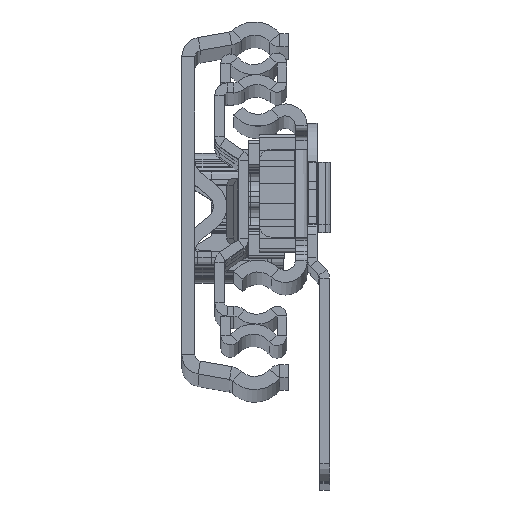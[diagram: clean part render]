
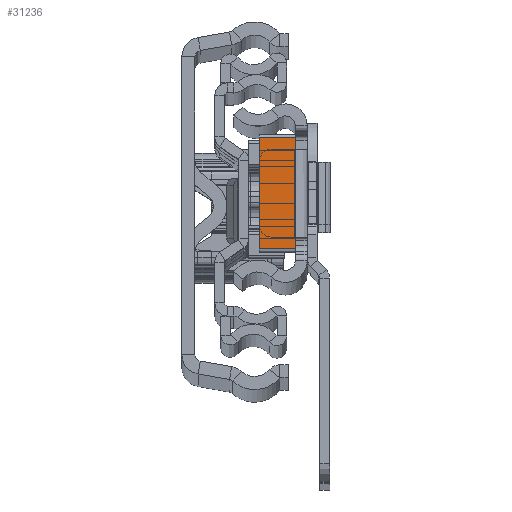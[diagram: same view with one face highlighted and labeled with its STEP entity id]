
A CAD part, top view. The second image highlights one B-rep face of the part: STEP entity #31236.
In plain terms, the highlighted planar face has unit normal (0, 0, 1).
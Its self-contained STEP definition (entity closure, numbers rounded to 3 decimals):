
#853 = VECTOR ( 'NONE', #28440, 1000. ) ;
#2800 = LINE ( 'NONE', #20826, #20652 ) ;
#2858 = CARTESIAN_POINT ( 'NONE',  ( 0., 8.5, 0. ) ) ;
#4644 = CARTESIAN_POINT ( 'NONE',  ( 5.5, 8.5, 0. ) ) ;
#5018 = EDGE_CURVE ( 'NONE', #6902, #7339, #31505, .T. ) ;
#6669 = ORIENTED_EDGE ( 'NONE', *, *, #13439, .T. ) ;
#6902 = VERTEX_POINT ( 'NONE', #6982 ) ;
#6982 = CARTESIAN_POINT ( 'NONE',  ( 0., -8.5, 0. ) ) ;
#7339 = VERTEX_POINT ( 'NONE', #25568 ) ;
#9087 = CARTESIAN_POINT ( 'NONE',  ( 0., -8.5, 0. ) ) ;
#9575 = PLANE ( 'NONE',  #24258 ) ;
#9820 = EDGE_CURVE ( 'NONE', #7339, #22502, #25320, .T. ) ;
#11638 = VECTOR ( 'NONE', #22850, 1000. ) ;
#12192 = DIRECTION ( 'NONE',  ( 1., 0., 0. ) ) ;
#12724 = EDGE_CURVE ( 'NONE', #22502, #20550, #2800, .T. ) ;
#12855 = CARTESIAN_POINT ( 'NONE',  ( 5.5, 11114.482, 0. ) ) ;
#12979 = ORIENTED_EDGE ( 'NONE', *, *, #12724, .T. ) ;
#13439 = EDGE_CURVE ( 'NONE', #20550, #6902, #21221, .T. ) ;
#14487 = FACE_OUTER_BOUND ( 'NONE', #28515, .T. ) ;
#14816 = DIRECTION ( 'NONE',  ( 1., 0., 0. ) ) ;
#15745 = DIRECTION ( 'NONE',  ( -1., 0., 0. ) ) ;
#18427 = CARTESIAN_POINT ( 'NONE',  ( 0., 11114.482, 0. ) ) ;
#18764 = ORIENTED_EDGE ( 'NONE', *, *, #5018, .T. ) ;
#20550 = VERTEX_POINT ( 'NONE', #2858 ) ;
#20652 = VECTOR ( 'NONE', #15745, 1000. ) ;
#20826 = CARTESIAN_POINT ( 'NONE',  ( 0., 8.5, 0. ) ) ;
#21221 = LINE ( 'NONE', #18427, #853 ) ;
#21521 = VECTOR ( 'NONE', #14816, 1000. ) ;
#22502 = VERTEX_POINT ( 'NONE', #4644 ) ;
#22850 = DIRECTION ( 'NONE',  ( 0., 1., 0. ) ) ;
#24258 = AXIS2_PLACEMENT_3D ( 'NONE', #29862, #24488, #12192 ) ;
#24488 = DIRECTION ( 'NONE',  ( 0., 0., 1. ) ) ;
#25320 = LINE ( 'NONE', #12855, #11638 ) ;
#25568 = CARTESIAN_POINT ( 'NONE',  ( 5.5, -8.5, 0. ) ) ;
#28440 = DIRECTION ( 'NONE',  ( 0., -1., 0. ) ) ;
#28515 = EDGE_LOOP ( 'NONE', ( #6669, #18764, #30441, #12979 ) ) ;
#29862 = CARTESIAN_POINT ( 'NONE',  ( 0., 11114.482, 0. ) ) ;
#30441 = ORIENTED_EDGE ( 'NONE', *, *, #9820, .T. ) ;
#31236 = ADVANCED_FACE ( 'NONE', ( #14487 ), #9575, .T. ) ;
#31505 = LINE ( 'NONE', #9087, #21521 ) ;
